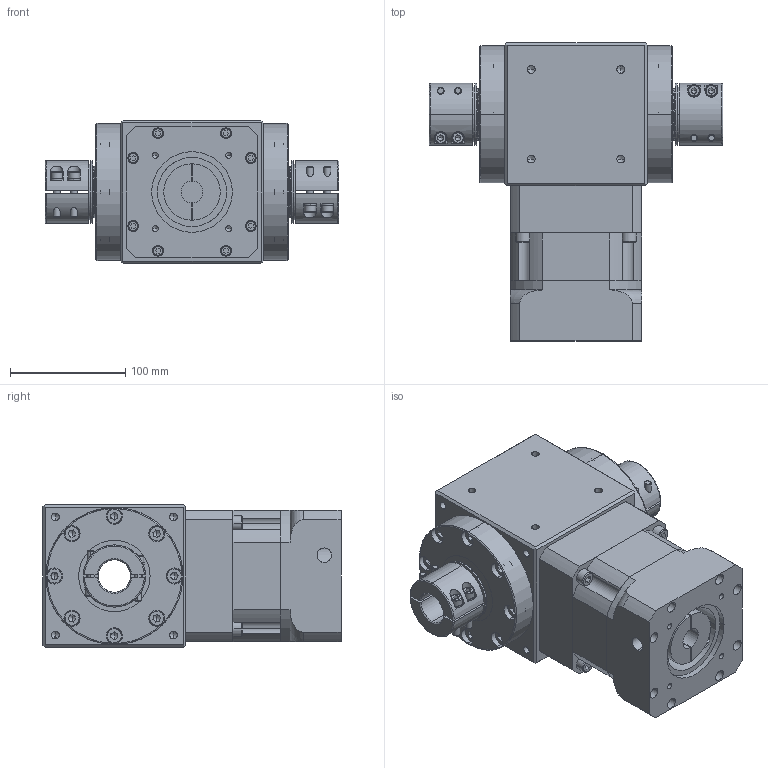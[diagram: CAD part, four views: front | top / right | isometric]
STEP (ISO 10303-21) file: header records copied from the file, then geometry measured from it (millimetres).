
FILE_DESCRIPTION (( 'STEP AP214' ), '1' );
FILE_NAME ('RAM120-L1-XX-D-19-70-90-M6_2019.STEP', '2019-05-13T07:30:56', ( 'Y' ), ( 'NCU' ), 'SwSTEP 2.0', 'SolidWorks 2016', '' );
FILE_SCHEMA (( 'AUTOMOTIVE_DESIGN' ));
Length unit declared in the file: millimetre
Products named in the file (1): RAM120-L1-XX-D-19-70-90-M6_2019
Bounding box: 255 x 258.8 x 124 mm (x, y, z)
Volume: 3916006.9 mm3; surface area: 364006 mm2
Topology: 4 solids, 20 shells, 1269 faces, 3032 edges, 1858 vertices
Faces by surface type: plane 647, cylinder 398, cone 142, torus 82
Entity records: 40685 total; most frequent: CARTESIAN_POINT 9822, DIRECTION 6584, ORIENTED_EDGE 5872, EDGE_CURVE 2936, AXIS2_PLACEMENT_3D 2494, VERTEX_POINT 1858, VECTOR 1596, LINE 1596
